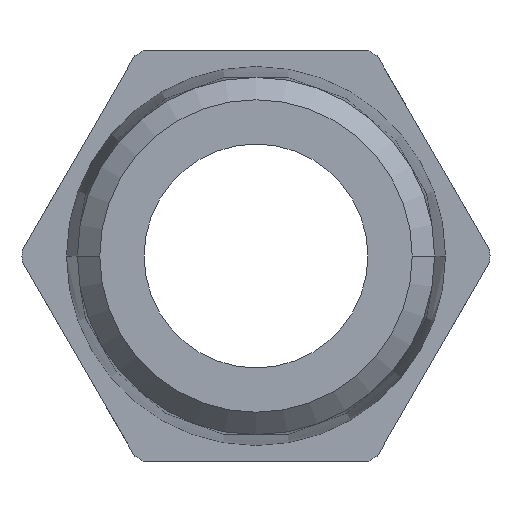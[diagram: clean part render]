
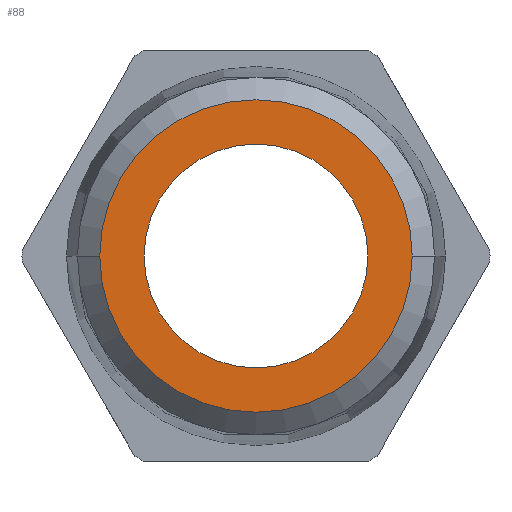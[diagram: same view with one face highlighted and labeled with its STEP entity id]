
A CAD part, front view. The second image highlights one B-rep face of the part: STEP entity #88.
In plain terms, the highlighted planar face has unit normal (0, -1, 0).
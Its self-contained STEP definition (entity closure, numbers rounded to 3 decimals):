
#88=ADVANCED_FACE('',(#183,#184),#185,.T.);
#183=FACE_BOUND('',#288,.T.);
#184=FACE_OUTER_BOUND('',#289,.T.);
#185=PLANE('',#290);
#288=EDGE_LOOP('',(#620,#621));
#289=EDGE_LOOP('',(#622,#623));
#290=AXIS2_PLACEMENT_3D('',#624,#625,#626);
#620=ORIENTED_EDGE('',*,*,#736,.T.);
#621=ORIENTED_EDGE('',*,*,#740,.T.);
#622=ORIENTED_EDGE('',*,*,#703,.F.);
#623=ORIENTED_EDGE('',*,*,#794,.F.);
#624=CARTESIAN_POINT('',(2.095,-9.9,0.0));
#625=DIRECTION('',(-0.0,-1.0,-0.0));
#626=DIRECTION('',(-1.0,0.0,0.0));
#703=EDGE_CURVE('',#834,#836,#837,.T.);
#736=EDGE_CURVE('',#898,#895,#899,.T.);
#740=EDGE_CURVE('',#895,#898,#904,.T.);
#794=EDGE_CURVE('',#836,#834,#983,.T.);
#834=VERTEX_POINT('',#1030);
#836=VERTEX_POINT('',#1033);
#837=CIRCLE('',#1034,4.189);
#895=VERTEX_POINT('',#1127);
#898=VERTEX_POINT('',#1131);
#899=CIRCLE('',#1132,3.0);
#904=CIRCLE('',#1138,3.0);
#983=CIRCLE('',#1343,4.189);
#1030=CARTESIAN_POINT('',(4.189,-9.9,0.0));
#1033=CARTESIAN_POINT('',(-4.189,-9.9,0.));
#1034=AXIS2_PLACEMENT_3D('',#1391,#1392,#1393);
#1127=CARTESIAN_POINT('',(3.0,-9.9,0.));
#1131=CARTESIAN_POINT('',(-3.0,-9.9,0.));
#1132=AXIS2_PLACEMENT_3D('',#1456,#1457,#1458);
#1138=AXIS2_PLACEMENT_3D('',#1466,#1467,#1468);
#1343=AXIS2_PLACEMENT_3D('',#1566,#1567,#1568);
#1391=CARTESIAN_POINT('',(0.0,-9.9,0.0));
#1392=DIRECTION('',(-0.0,1.0,0.0));
#1393=DIRECTION('',(1.0,0.0,0.0));
#1456=CARTESIAN_POINT('',(0.0,-9.9,0.0));
#1457=DIRECTION('',(-0.0,1.0,0.0));
#1458=DIRECTION('',(1.0,0.0,0.0));
#1466=CARTESIAN_POINT('',(0.0,-9.9,0.0));
#1467=DIRECTION('',(-0.0,1.0,0.0));
#1468=DIRECTION('',(1.0,0.0,0.0));
#1566=CARTESIAN_POINT('',(0.0,-9.9,0.0));
#1567=DIRECTION('',(-0.0,1.0,0.0));
#1568=DIRECTION('',(1.0,0.0,0.0));
